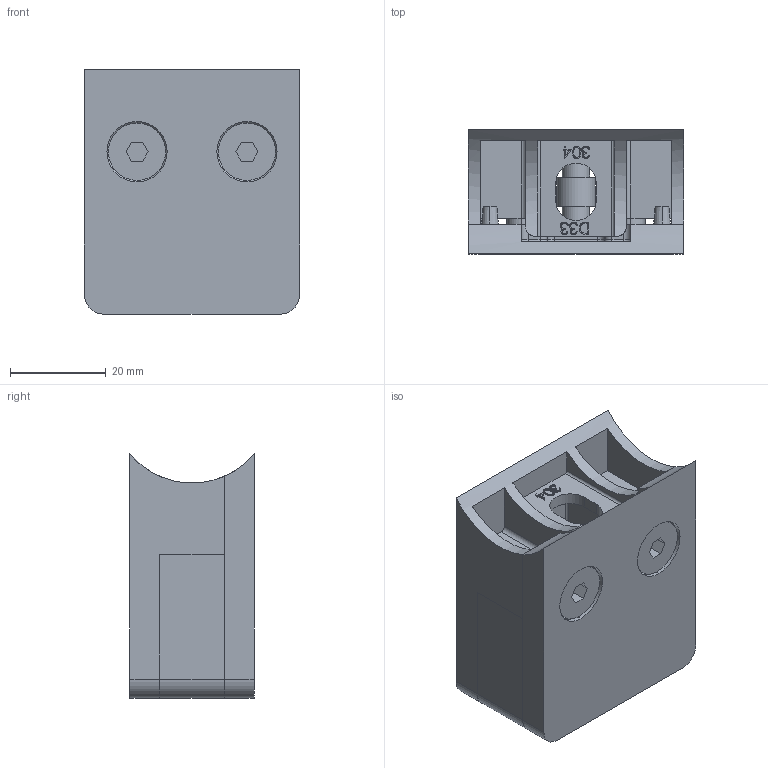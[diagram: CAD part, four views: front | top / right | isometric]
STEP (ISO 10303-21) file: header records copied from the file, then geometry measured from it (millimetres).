
FILE_DESCRIPTION (( 'STEP AP214' ), '1' );
FILE_NAME ('A_230P-033.STEP', '2022-10-17T05:54:17', ( '' ), ( '' ), 'SwSTEP 2.0', 'SolidWorks 2019', '' );
FILE_SCHEMA (( 'AUTOMOTIVE_DESIGN' ));
Length unit declared in the file: millimetre
Products named in the file (6): A_230P-033.P3; A_230P-033.P1; A_230P-033.P2; A_230P-033; Skrutka DIN 7991_Skrutka M 6x 16; A_230P-033.P4
Assembly tree (6 placements, depth 2):
  A_230P-033
    A_230P-033.P1
    A_230P-033.P2
    Skrutka DIN 7991_Skrutka M 6x 16  x2
    A_230P-033.P3
    A_230P-033.P4
Bounding box: 45 x 26 x 51.13 mm (x, y, z)
Volume: 25979.8 mm3; surface area: 20177.2 mm2
Topology: 8 solids, 8 shells, 795 faces, 2039 edges, 1308 vertices
Faces by surface type: plane 368, bspline 224, cylinder 145, cone 28, sphere 18, torus 12
Entity records: 35995 total; most frequent: CARTESIAN_POINT 18136, ORIENTED_EDGE 3958, DIRECTION 2973, EDGE_CURVE 1979, VERTEX_POINT 1286, VECTOR 1207, LINE 1207, AXIS2_PLACEMENT_3D 883
